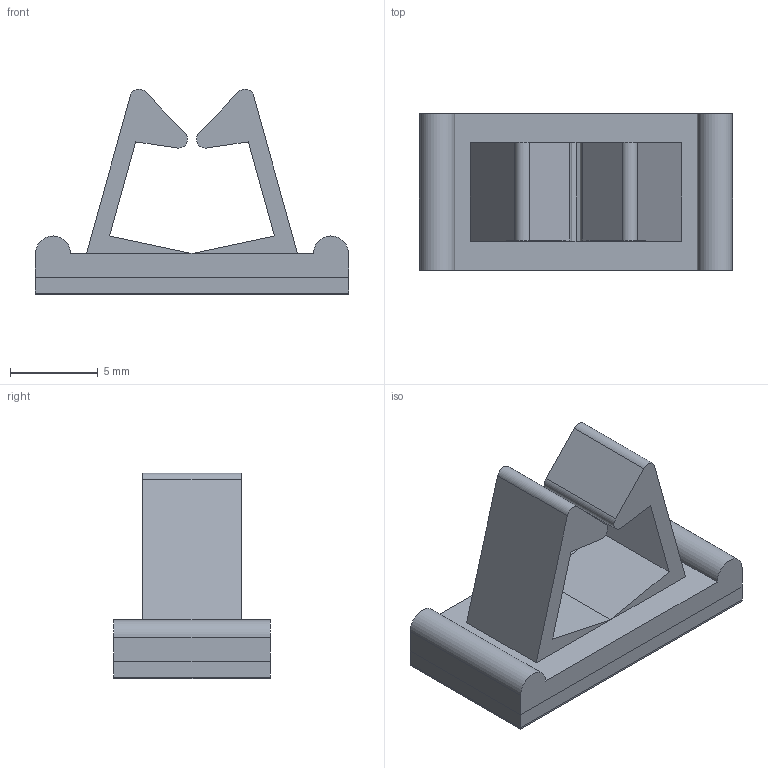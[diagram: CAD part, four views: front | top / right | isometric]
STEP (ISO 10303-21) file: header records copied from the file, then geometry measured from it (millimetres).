
FILE_DESCRIPTION( ( 'Unknown' ), '1' );
FILE_NAME( '521220000.stp', 'Unknown', ( 'Unknown' ), ( 'Unknown' ), 'PSStep 17.0.49', 'Unknown', ' ' );
FILE_SCHEMA( ( 'AUTOMOTIVE_DESIGN { 1 0 10303 214 1 1 1 1 }' ) );
Length unit declared in the file: millimetre
Products named in the file (4): Assem1; 521220000; Adhesive tape 0_9; Release_tape
Assembly tree (3 placements, depth 2):
  Assem1
    521220000
    Adhesive tape 0_9
    Release_tape
Bounding box: 17.8 x 8.9 x 11.7 mm (x, y, z)
Volume: 589.6 mm3; surface area: 1412.5 mm2
Topology: 3 solids, 3 shells, 38 faces, 89 edges, 58 vertices
Faces by surface type: plane 32, cylinder 6
Entity records: 1447 total; most frequent: CARTESIAN_POINT 189, DIRECTION 185, ORIENTED_EDGE 178, EDGE_CURVE 89, LINE 77, VECTOR 77, VERTEX_POINT 58, AXIS2_PLACEMENT_3D 54
